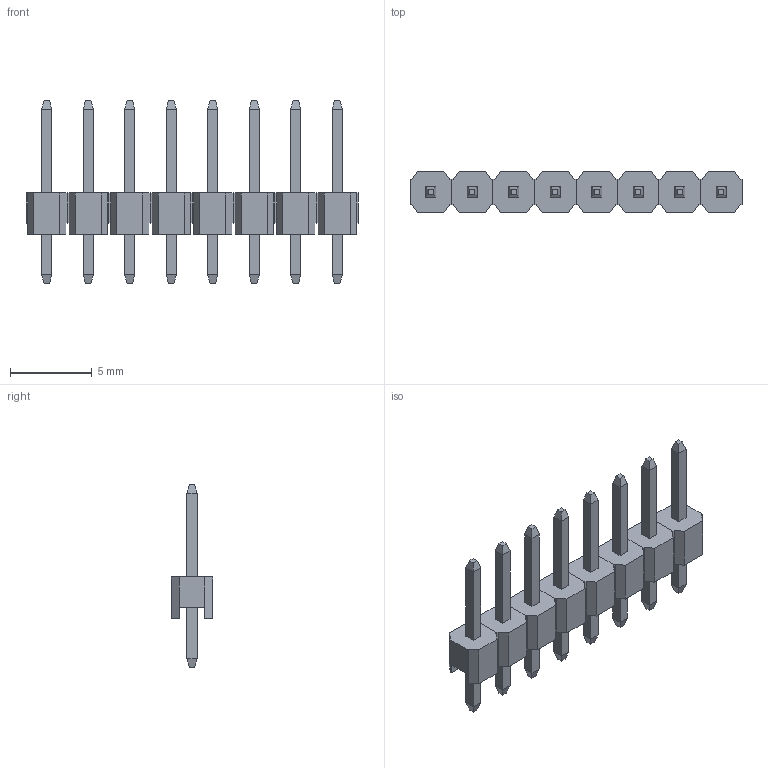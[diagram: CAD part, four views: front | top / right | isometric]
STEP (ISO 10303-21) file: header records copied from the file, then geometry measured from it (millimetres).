
FILE_DESCRIPTION(('FreeCAD Model'),'2;1');
FILE_NAME('1x8-male-pin-header.step','2017-08-06T15:43:30',( 'kicad StepUp'),('ksu MCAD'),'Open CASCADE STEP processor 7.1', 'FreeCAD','Unknown');
FILE_SCHEMA(('AUTOMOTIVE_DESIGN { 1 0 10303 214 1 1 1 1 }'));
Length unit declared in the file: millimetre
Products named in the file (1): 1x8-male-pin-header
Bounding box: 20.32 x 2.54 x 11.2 mm (x, y, z)
Volume: 127.3 mm3; surface area: 469.5 mm2
Topology: 8 solids, 8 shells, 320 faces, 768 edges, 480 vertices
Faces by surface type: plane 256, bspline 64
Entity records: 11139 total; most frequent: CARTESIAN_POINT 1825, ORIENTED_EDGE 1536, DIRECTION 1218, EDGE_CURVE 768, LINE 704, VECTOR 704, VERTEX_POINT 480, FACE_BOUND 336
